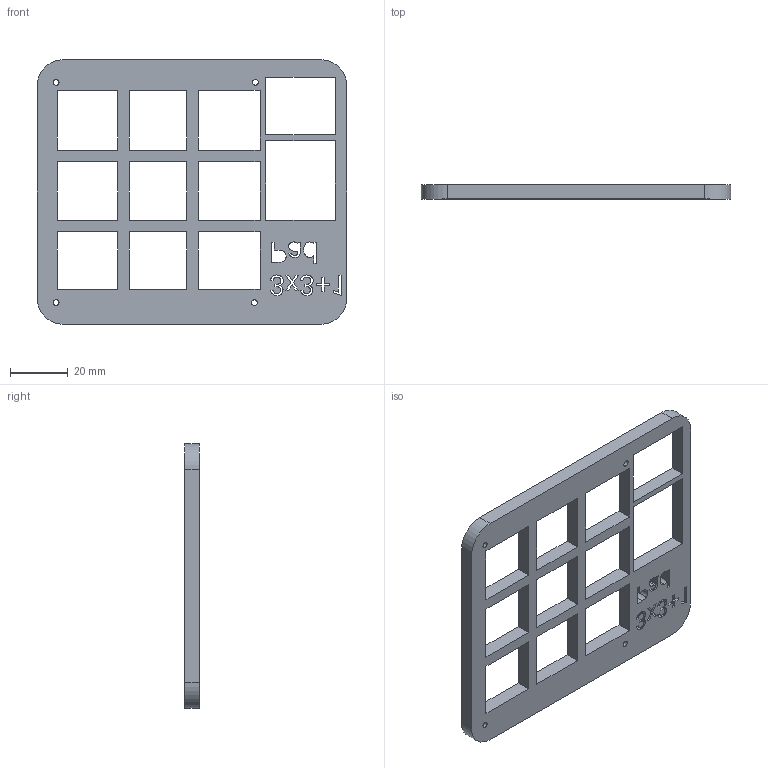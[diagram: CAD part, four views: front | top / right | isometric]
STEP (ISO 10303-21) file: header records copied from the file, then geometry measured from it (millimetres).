
FILE_DESCRIPTION(/* description */ ('STEP AP242','CAx-IF Rec.Pracs.---Representation and Presentation of Product Manufacturing Information (PMI)---4.0---2014-10-13','CAx-IF Rec.Pracs.---3D Tessellated Geometry---0.4---2014-09-14','2;1'),/* implementation_level */ '2;1');
FILE_NAME(/* name */ '6881a491fede3c0112c76dba',/* time_stamp */ '2025-07-24T03:12:18Z',/* author */ (''),/* organization */ (''),/* preprocessor_version */ 'ST-DEVELOPER v20',/* originating_system */ 'ONSHAPE BY PTC INC, 1.201',/* authorisation */ ' ');
FILE_SCHEMA (('AP242_MANAGED_MODEL_BASED_3D_ENGINEERING_MIM_LF { 1 0 10303 442 1 1 4 }'));
Length unit declared in the file: metre
Products named in the file (1): Part 493
Bounding box: 107.04 x 5 x 91.49 mm (x, y, z)
Volume: 23382.5 mm3; surface area: 17031.5 mm2
Topology: 1 solids, 1 shells, 188 faces, 558 edges, 372 vertices
Faces by surface type: plane 108, bspline 71, cylinder 9
Full cylindrical faces by diameter (mm): 2 x4
Entity records: 6558 total; most frequent: CARTESIAN_POINT 1896, ORIENTED_EDGE 1108, DIRECTION 666, EDGE_CURVE 554, LINE 394, VECTOR 394, VERTEX_POINT 372, EDGE_LOOP 238
